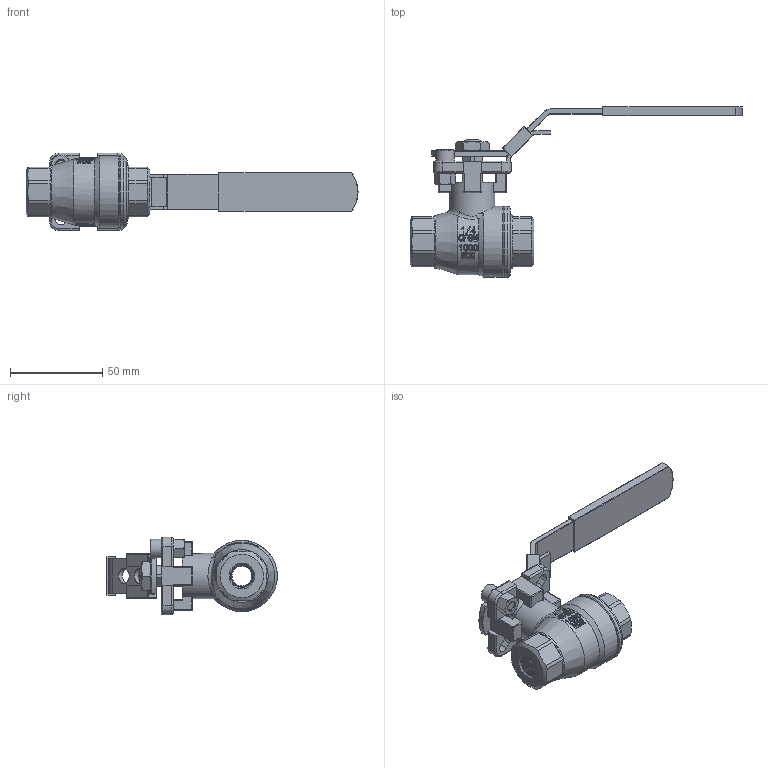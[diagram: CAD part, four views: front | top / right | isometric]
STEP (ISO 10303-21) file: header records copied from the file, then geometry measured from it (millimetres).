
FILE_DESCRIPTION(/* description */ ('Unknown'),/* implementation_level */ '2;1');
FILE_NAME(/* name */ '9650-02',/* time_stamp */ '2023-02-02T08:54:54+01:00',/* author */ ('Unknown'),/* organization */ ('Unknown'),/* preprocessor_version */ 'ST-DEVELOPER v16.7',/* originating_system */ 'Solid Edge',/* authorisation */ 'Unknown');
FILE_SCHEMA (('AUTOMOTIVE_DESIGN {1 0 10303 214 3 1 1}'));
Products named in the file (8): 8.650.010; Griff_DN10; Einschraubteil_DN08; 0.25-1000WOG ____KV-L20; socket head cap screw_iso_ISO 4762 M6 x 12 --- 12N; hex nut gradec_iso_Hexagon Nut ISO - 4034 - M6 - N; hex thin nut chamfered gradeab_iso_Hexagon Thin Nut ISO - 4035 - M10 
- N
Assembly tree (7 placements, depth 3):
  8.650.010
    Griff_DN10
    8.650.010
      Einschraubteil_DN08
      0.25-1000WOG ____KV-L20
    socket head cap screw_iso_ISO 4762 M6 x 12 --- 12N
    hex nut gradec_iso_Hexagon Nut ISO - 4034 - M6 - N
    hex thin nut chamfered gradeab_iso_Hexagon Thin Nut ISO - 4035 - M10 
- N
Bounding box: 179.69 x 92.45 x 42 mm (x, y, z)
Volume: 83789 mm3; surface area: 33035.4 mm2
Topology: 6 solids, 6 shells, 734 faces, 1994 edges, 1292 vertices
Faces by surface type: plane 319, cylinder 181, bspline 104, cone 78, torus 28, sphere 24
Full cylindrical faces by diameter (mm): 5 x1, 6 x2, 8 x2, 8.5 x1, 10 x2, 10.6 x2, 11 x1, 11.445 x1, 24.5 x1, 27 x1, 28.5 x1, 38.5 x2
Entity records: 49979 total; most frequent: CARTESIAN_POINT 32971, ORIENTED_EDGE 3730, DIRECTION 3084, EDGE_CURVE 1865, VERTEX_POINT 1270, AXIS2_PLACEMENT_3D 1110, LINE 864, VECTOR 864
